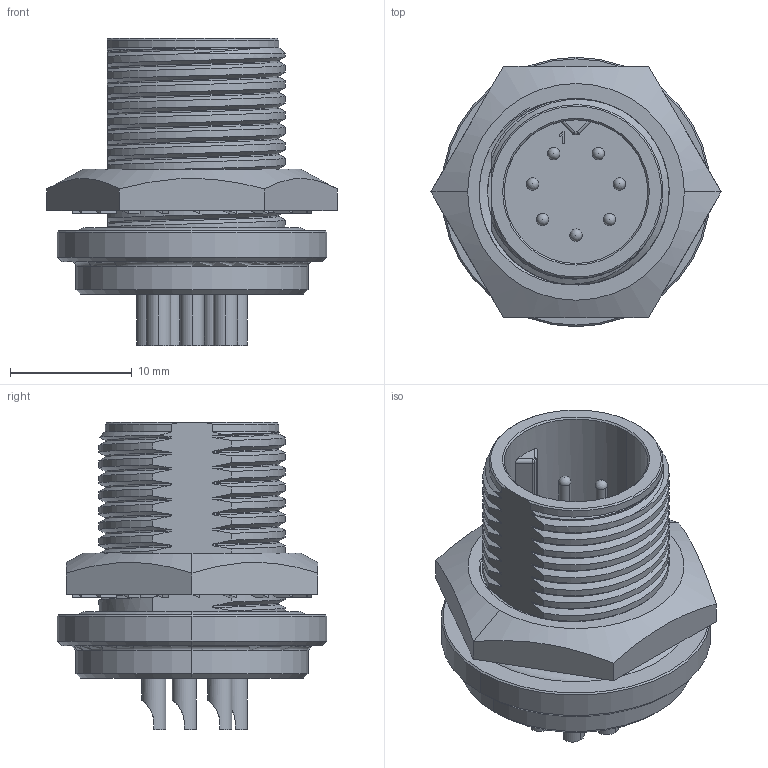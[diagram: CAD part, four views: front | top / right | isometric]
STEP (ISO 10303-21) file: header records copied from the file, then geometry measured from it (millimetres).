
FILE_DESCRIPTION (( 'STEP AP203' ), '1' );
FILE_NAME ('SF7282-7PG-3ES.STEP', '2013-02-28T22:07:42', ( '21FPBF1' ), ( 'Conxall' ), 'SwSTEP 2.0', 'SolidWorks 2012', '' );
FILE_SCHEMA (( 'CONFIG_CONTROL_DESIGN' ));
Length unit declared in the file: inch
Products named in the file (1): SF7282-7PG-3ES
Bounding box: 23.82 x 22.1 x 25.2 mm (x, y, z)
Volume: 4070.7 mm3; surface area: 3531.1 mm2
Topology: 2 solids, 2 shells, 318 faces, 789 edges, 506 vertices
Faces by surface type: plane 180, cylinder 65, bspline 41, cone 19, sphere 9, torus 4
Entity records: 24856 total; most frequent: CARTESIAN_POINT 17798, ORIENTED_EDGE 1528, DIRECTION 1282, EDGE_CURVE 764, LINE 494, VECTOR 494, VERTEX_POINT 490, AXIS2_PLACEMENT_3D 394
